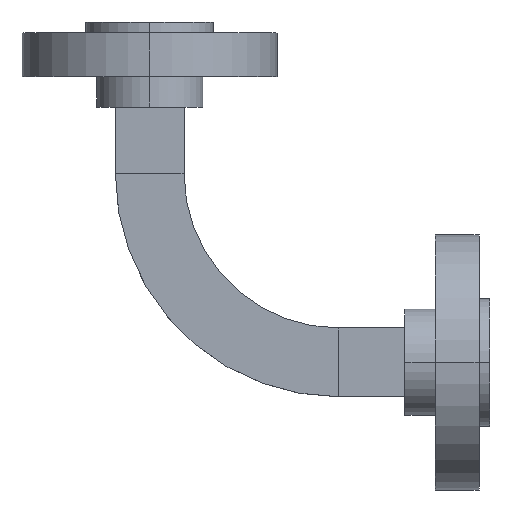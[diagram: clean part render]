
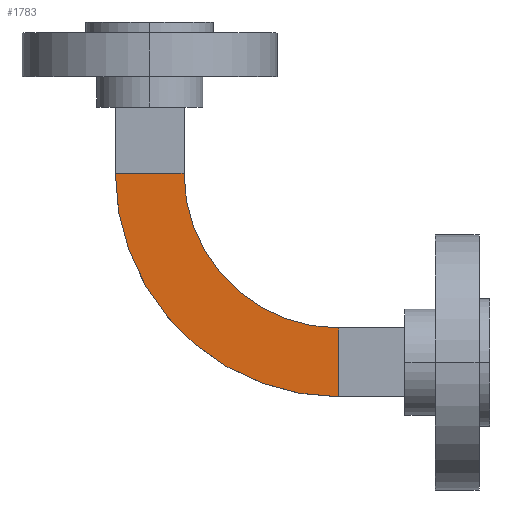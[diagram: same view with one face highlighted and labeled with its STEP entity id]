
A CAD part, top view. The second image highlights one B-rep face of the part: STEP entity #1783.
In plain terms, the highlighted planar face has unit normal (0, 0, 1).
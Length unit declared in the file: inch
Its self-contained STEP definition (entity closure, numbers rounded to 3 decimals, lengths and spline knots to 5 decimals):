
#132 = ORIENTED_EDGE ( 'NONE', *, *, #990, .T. ) ;
#224 = CARTESIAN_POINT ( 'NONE',  ( 0.5555, 0.5555, 0.0705 ) ) ;
#250 = LINE ( 'NONE', #1510, #1330 ) ;
#332 = EDGE_LOOP ( 'NONE', ( #1898, #855, #793, #132 ) ) ;
#355 = FACE_OUTER_BOUND ( 'NONE', #332, .T. ) ;
#373 = DIRECTION ( 'NONE',  ( 1., 0., 0. ) ) ;
#437 = EDGE_CURVE ( 'NONE', #741, #1243, #843, .T. ) ;
#518 = LINE ( 'NONE', #999, #675 ) ;
#646 = AXIS2_PLACEMENT_3D ( 'NONE', #224, #1459, #849 ) ;
#675 = VECTOR ( 'NONE', #1619, 39.37008 ) ;
#689 = AXIS2_PLACEMENT_3D ( 'NONE', #1031, #1346, #1955 ) ;
#697 = DIRECTION ( 'NONE',  ( 0., 0., 1. ) ) ;
#741 = VERTEX_POINT ( 'NONE', #1294 ) ;
#761 = CARTESIAN_POINT ( 'NONE',  ( 0.5555, 0.101, 0.0705 ) ) ;
#793 = ORIENTED_EDGE ( 'NONE', *, *, #437, .F. ) ;
#843 = CIRCLE ( 'NONE', #646, 0.4545 ) ;
#849 = DIRECTION ( 'NONE',  ( -1., 0., 0. ) ) ;
#855 = ORIENTED_EDGE ( 'NONE', *, *, #1164, .F. ) ;
#990 = EDGE_CURVE ( 'NONE', #741, #1161, #250, .T. ) ;
#999 = CARTESIAN_POINT ( 'NONE',  ( 0.5555, 0.101, 0.0705 ) ) ;
#1031 = CARTESIAN_POINT ( 'NONE',  ( 0.5555, 0.5555, 0.0705 ) ) ;
#1161 = VERTEX_POINT ( 'NONE', #1454 ) ;
#1164 = EDGE_CURVE ( 'NONE', #1243, #1862, #518, .T. ) ;
#1243 = VERTEX_POINT ( 'NONE', #761 ) ;
#1294 = CARTESIAN_POINT ( 'NONE',  ( 0.101, 0.5555, 0.0705 ) ) ;
#1330 = VECTOR ( 'NONE', #1665, 39.37008 ) ;
#1346 = DIRECTION ( 'NONE',  ( 0., 0., 1. ) ) ;
#1374 = CIRCLE ( 'NONE', #689, 0.6565 ) ;
#1413 = AXIS2_PLACEMENT_3D ( 'NONE', #1602, #697, #373 ) ;
#1454 = CARTESIAN_POINT ( 'NONE',  ( -0.101, 0.5555, 0.0705 ) ) ;
#1459 = DIRECTION ( 'NONE',  ( 0., 0., 1. ) ) ;
#1510 = CARTESIAN_POINT ( 'NONE',  ( 0.101, 0.5555, 0.0705 ) ) ;
#1602 = CARTESIAN_POINT ( 'NONE',  ( 0.101, 0.5555, 0.0705 ) ) ;
#1619 = DIRECTION ( 'NONE',  ( 0., -1., 0. ) ) ;
#1665 = DIRECTION ( 'NONE',  ( -1., 0., 0. ) ) ;
#1678 = CARTESIAN_POINT ( 'NONE',  ( 0.5555, -0.101, 0.0705 ) ) ;
#1753 = PLANE ( 'NONE',  #1413 ) ;
#1783 = ADVANCED_FACE ( 'NONE', ( #355 ), #1753, .T. ) ;
#1862 = VERTEX_POINT ( 'NONE', #1678 ) ;
#1870 = EDGE_CURVE ( 'NONE', #1161, #1862, #1374, .T. ) ;
#1898 = ORIENTED_EDGE ( 'NONE', *, *, #1870, .T. ) ;
#1955 = DIRECTION ( 'NONE',  ( -1., 0., 0. ) ) ;
